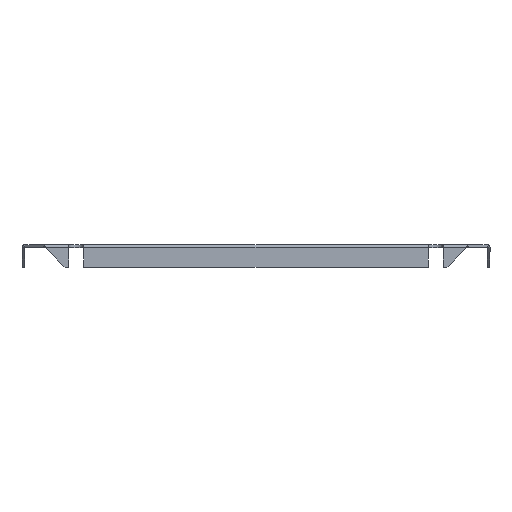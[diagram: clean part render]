
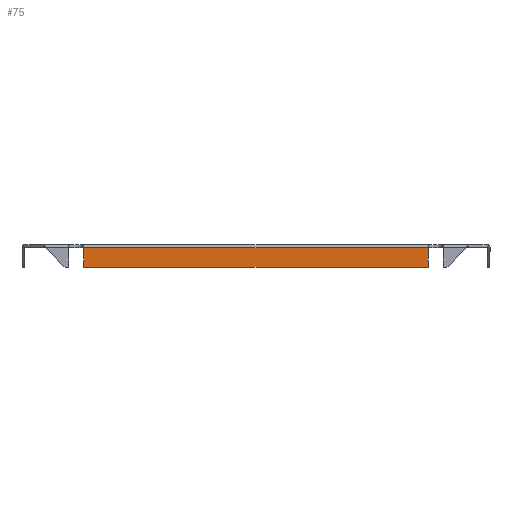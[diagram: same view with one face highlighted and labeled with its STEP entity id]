
A CAD part, front view. The second image highlights one B-rep face of the part: STEP entity #75.
In plain terms, the highlighted planar face has unit normal (0, -1, 0).
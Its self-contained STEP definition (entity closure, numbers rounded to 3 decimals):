
#23 = LINE ( 'NONE', #943, #637 ) ;
#75 = ADVANCED_FACE ( 'NONE', ( #1192 ), #1017, .F. ) ;
#97 = CARTESIAN_POINT ( 'NONE',  ( 91.5, -176.367, 174.203 ) ) ;
#193 = LINE ( 'NONE', #1117, #533 ) ;
#221 = VERTEX_POINT ( 'NONE', #1119 ) ;
#234 = CARTESIAN_POINT ( 'NONE',  ( -91.5, -176.367, -12.002 ) ) ;
#272 = LINE ( 'NONE', #2261, #2314 ) ;
#286 = DIRECTION ( 'NONE',  ( 0., 0., 1. ) ) ;
#372 = EDGE_CURVE ( 'NONE', #2110, #1271, #23, .T. ) ;
#508 = EDGE_CURVE ( 'NONE', #2095, #221, #193, .T. ) ;
#533 = VECTOR ( 'NONE', #1133, 1000. ) ;
#593 = CARTESIAN_POINT ( 'NONE',  ( -91.5, -176.367, -1.5 ) ) ;
#637 = VECTOR ( 'NONE', #967, 1000. ) ;
#943 = CARTESIAN_POINT ( 'NONE',  ( 0., -176.367, -1.5 ) ) ;
#967 = DIRECTION ( 'NONE',  ( 1., 0., 0. ) ) ;
#1005 = DIRECTION ( 'NONE',  ( -1., 0., 0. ) ) ;
#1017 = PLANE ( 'NONE',  #1659 ) ;
#1117 = CARTESIAN_POINT ( 'NONE',  ( -134.205, -176.367, -12.002 ) ) ;
#1119 = CARTESIAN_POINT ( 'NONE',  ( 91.5, -176.367, -12.002 ) ) ;
#1133 = DIRECTION ( 'NONE',  ( 1., 0., 0. ) ) ;
#1187 = ORIENTED_EDGE ( 'NONE', *, *, #1360, .T. ) ;
#1192 = FACE_OUTER_BOUND ( 'NONE', #1721, .T. ) ;
#1271 = VERTEX_POINT ( 'NONE', #2241 ) ;
#1360 = EDGE_CURVE ( 'NONE', #221, #1271, #2305, .T. ) ;
#1548 = DIRECTION ( 'NONE',  ( 0., 0., 1. ) ) ;
#1659 = AXIS2_PLACEMENT_3D ( 'NONE', #2268, #1947, #1005 ) ;
#1708 = EDGE_CURVE ( 'NONE', #2095, #2110, #272, .T. ) ;
#1721 = EDGE_LOOP ( 'NONE', ( #1905, #1747, #1956, #1187 ) ) ;
#1747 = ORIENTED_EDGE ( 'NONE', *, *, #1708, .F. ) ;
#1905 = ORIENTED_EDGE ( 'NONE', *, *, #372, .F. ) ;
#1947 = DIRECTION ( 'NONE',  ( 0., 1., 0. ) ) ;
#1956 = ORIENTED_EDGE ( 'NONE', *, *, #508, .T. ) ;
#2091 = VECTOR ( 'NONE', #286, 1000. ) ;
#2095 = VERTEX_POINT ( 'NONE', #234 ) ;
#2110 = VERTEX_POINT ( 'NONE', #593 ) ;
#2241 = CARTESIAN_POINT ( 'NONE',  ( 91.5, -176.367, -1.5 ) ) ;
#2261 = CARTESIAN_POINT ( 'NONE',  ( -91.5, -176.367, 174.203 ) ) ;
#2268 = CARTESIAN_POINT ( 'NONE',  ( 0., -176.367, 174.203 ) ) ;
#2305 = LINE ( 'NONE', #97, #2091 ) ;
#2314 = VECTOR ( 'NONE', #1548, 1000. ) ;
